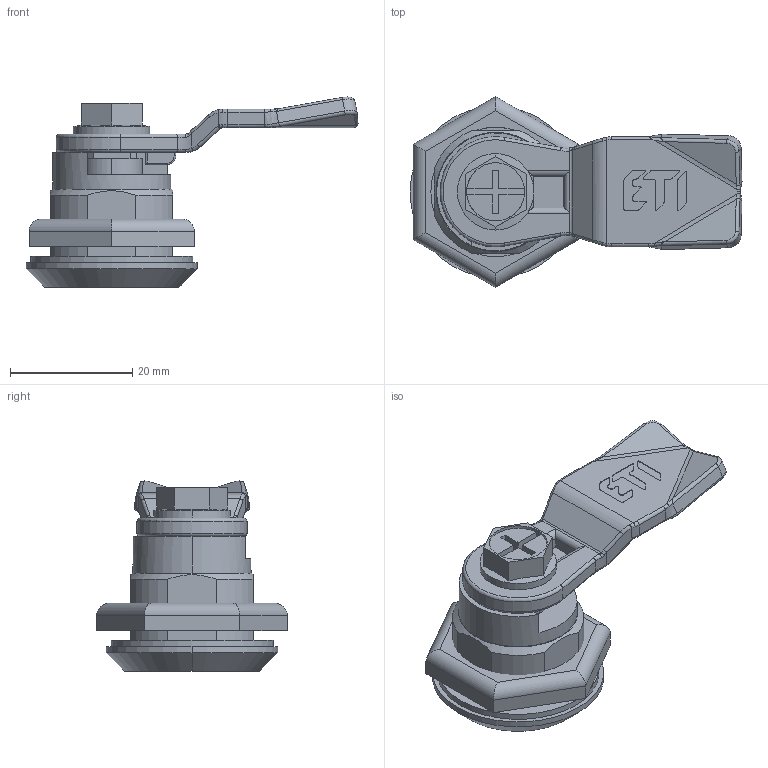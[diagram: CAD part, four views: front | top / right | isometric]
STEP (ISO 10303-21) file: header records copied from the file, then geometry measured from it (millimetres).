
FILE_DESCRIPTION((''),'2;1');
FILE_NAME('LK_KW8_M22_ASM','2021-03-08T',('marketing.praksa'),('Audax d.o.o.'),'CREO PARAMETRIC BY PTC INC, 2017480','CREO PARAMETRIC BY PTC INC, 2017480','');
FILE_SCHEMA(('AUTOMOTIVE_DESIGN { 1 0 10303 214 1 1 1 1 }'));
Length unit declared in the file: millimetre
Products named in the file (8): 1_EB_1000-U6_H__KORPUS-45315__1; 1_EB_1000-U6_H__WK_ADKA-45316_3; 1_EB_1000-U6_H__SRUBA-45317_1_2; DRZWI_1_2_3_4_5_6_7_8_9_10_8__1; 1_EB_1000-U6_H__NAKR_TKA-4531_2; DRZWI_1_2_3_4_5_6_7_8_9_10_9__1; PRT0055_1; LK_KW8_M22_ASM
Assembly tree (7 placements, depth 2):
  LK_KW8_M22_ASM
    1_EB_1000-U6_H__KORPUS-45315__1
    1_EB_1000-U6_H__WK_ADKA-45316_3
    1_EB_1000-U6_H__SRUBA-45317_1_2
    DRZWI_1_2_3_4_5_6_7_8_9_10_8__1
    1_EB_1000-U6_H__NAKR_TKA-4531_2
    DRZWI_1_2_3_4_5_6_7_8_9_10_9__1
    PRT0055_1
Bounding box: 54.26 x 31.18 x 31.07 mm (x, y, z)
Volume: 10532.7 mm3; surface area: 9488.9 mm2
Topology: 7 solids, 7 shells, 342 faces, 913 edges, 596 vertices
Faces by surface type: plane 144, cylinder 129, bspline 29, torus 24, cone 10, sphere 6
Entity records: 14831 total; most frequent: CARTESIAN_POINT 3109, ORIENTED_EDGE 1822, DIRECTION 1749, PRESENTATION_STYLE_ASSIGNMENT 918, STYLED_ITEM 918, CURVE_STYLE 911, EDGE_CURVE 911, AXIS2_PLACEMENT_3D 655
